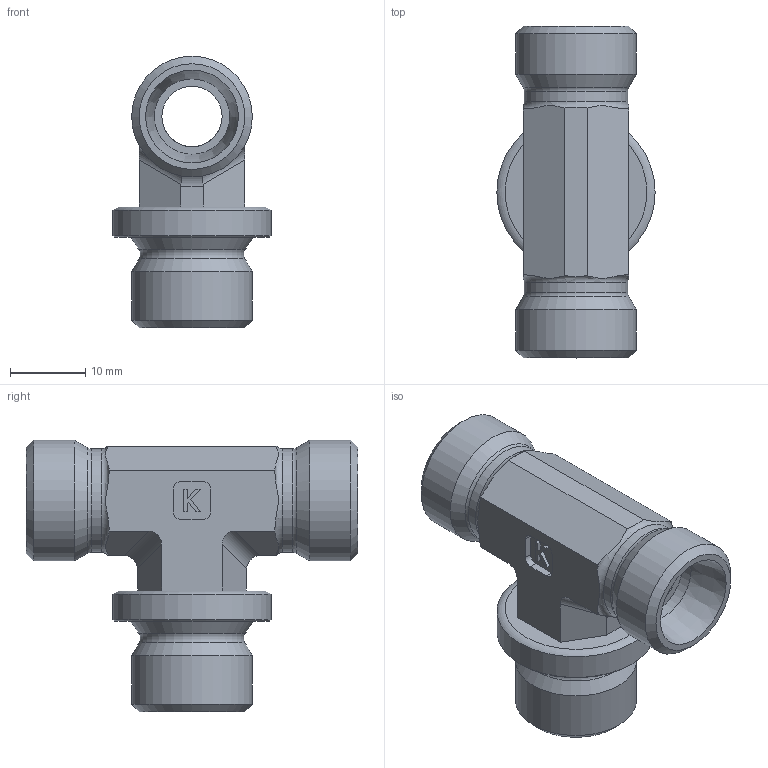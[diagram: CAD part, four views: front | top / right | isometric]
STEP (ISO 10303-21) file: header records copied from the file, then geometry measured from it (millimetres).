
FILE_DESCRIPTION((''),'2;1');
FILE_NAME('261101616.stp','2014-10-31T14:29:05',(''),('KNOMI spol. s r. o.'),'Autodesk Inventor 2012','Autodesk Inventor 2012','');
FILE_SCHEMA(('AUTOMOTIVE_DESIGN { 1 2 10303 214 0 1 1 1 }'));
Length unit declared in the file: millimetre
Products named in the file (1): THM2 10LM M16/M16
Bounding box: 21 x 44 x 36 mm (x, y, z)
Volume: 8220.7 mm3; surface area: 5547.9 mm2
Topology: 1 solids, 1 shells, 87 faces, 230 edges, 150 vertices
Faces by surface type: plane 50, cylinder 20, cone 11, torus 6
Full cylindrical faces by diameter (mm): 8 x2, 10 x2, 13.7 x2, 16 x3, 21 x1
Entity records: 2572 total; most frequent: CARTESIAN_POINT 544, DIRECTION 416, ORIENTED_EDGE 380, EDGE_CURVE 190, AXIS2_PLACEMENT_3D 154, VERTEX_POINT 138, EDGE_LOOP 124, VECTOR 108
